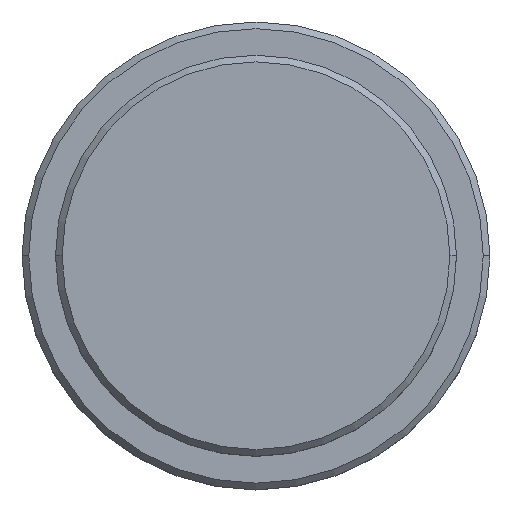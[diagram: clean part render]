
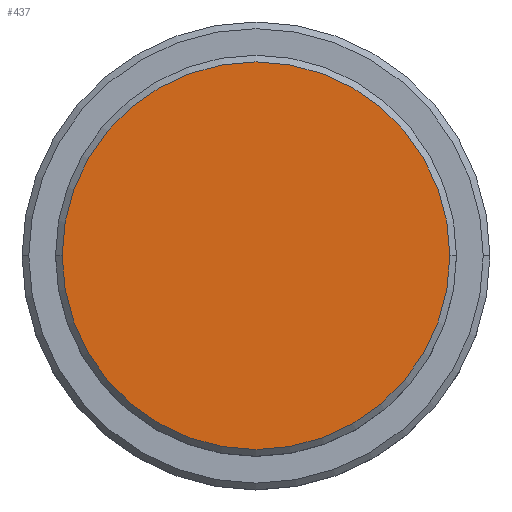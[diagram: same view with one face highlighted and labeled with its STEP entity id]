
A CAD part, top view. The second image highlights one B-rep face of the part: STEP entity #437.
In plain terms, the highlighted planar face has unit normal (0, 0, 1).
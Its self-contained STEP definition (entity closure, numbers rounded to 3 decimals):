
#8 = VERTEX_POINT ( 'NONE', #98 ) ;
#9 = VERTEX_POINT ( 'NONE', #356 ) ;
#98 = CARTESIAN_POINT ( 'NONE',  ( 14.5, 0., 0. ) ) ;
#120 = DIRECTION ( 'NONE',  ( 0., 0., 1. ) ) ;
#142 = EDGE_CURVE ( 'NONE', #9, #8, #685, .T. ) ;
#175 = AXIS2_PLACEMENT_3D ( 'NONE', #344, #120, #768 ) ;
#286 = DIRECTION ( 'NONE',  ( 0., 0., 1. ) ) ;
#344 = CARTESIAN_POINT ( 'NONE',  ( 0., 0., 0. ) ) ;
#356 = CARTESIAN_POINT ( 'NONE',  ( -14.5, 0., 0. ) ) ;
#437 = ADVANCED_FACE ( 'NONE', ( #878 ), #1123, .T. ) ;
#463 = ORIENTED_EDGE ( 'NONE', *, *, #142, .T. ) ;
#660 = AXIS2_PLACEMENT_3D ( 'NONE', #1033, #286, #1050 ) ;
#683 = AXIS2_PLACEMENT_3D ( 'NONE', #968, #1178, #854 ) ;
#685 = CIRCLE ( 'NONE', #660, 14.5 ) ;
#768 = DIRECTION ( 'NONE',  ( 1., 0., 0. ) ) ;
#854 = DIRECTION ( 'NONE',  ( 1., 0., 0. ) ) ;
#878 = FACE_OUTER_BOUND ( 'NONE', #1017, .T. ) ;
#968 = CARTESIAN_POINT ( 'NONE',  ( 0., 0., 0. ) ) ;
#1017 = EDGE_LOOP ( 'NONE', ( #463, #1115 ) ) ;
#1033 = CARTESIAN_POINT ( 'NONE',  ( 0., 0., 0. ) ) ;
#1050 = DIRECTION ( 'NONE',  ( 1., 0., 0. ) ) ;
#1115 = ORIENTED_EDGE ( 'NONE', *, *, #1192, .T. ) ;
#1123 = PLANE ( 'NONE',  #175 ) ;
#1178 = DIRECTION ( 'NONE',  ( 0., 0., 1. ) ) ;
#1192 = EDGE_CURVE ( 'NONE', #8, #9, #1385, .T. ) ;
#1385 = CIRCLE ( 'NONE', #683, 14.5 ) ;
